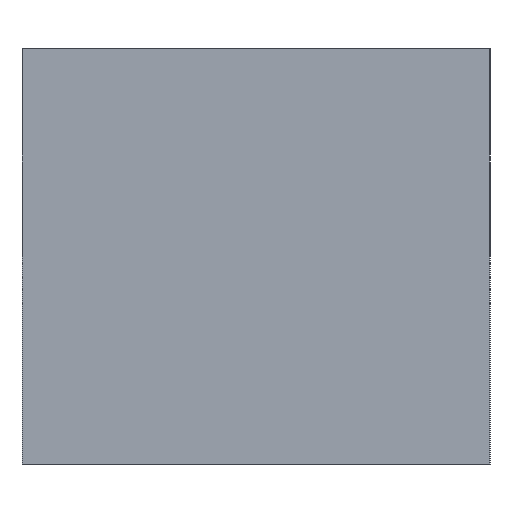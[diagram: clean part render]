
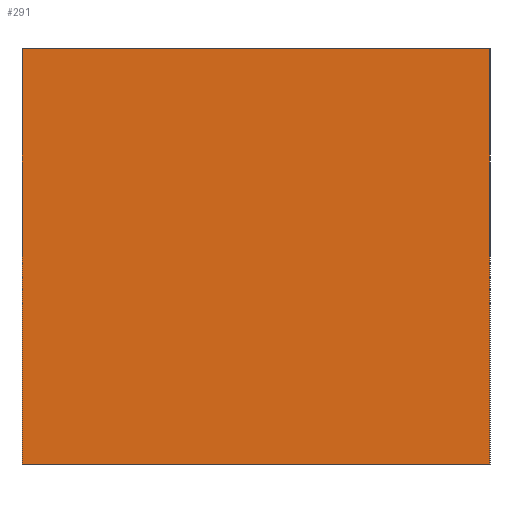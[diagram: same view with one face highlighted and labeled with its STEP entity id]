
A CAD part, left-side view. The second image highlights one B-rep face of the part: STEP entity #291.
In plain terms, the highlighted planar face has unit normal (-1, 0, 0).
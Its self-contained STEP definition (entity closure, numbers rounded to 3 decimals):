
#25=FACE_OUTER_BOUND('',#40,.T.);
#40=EDGE_LOOP('',(#234,#235,#236,#237));
#56=LINE('',#430,#95);
#75=LINE('',#467,#114);
#76=LINE('',#470,#115);
#77=LINE('',#471,#116);
#95=VECTOR('',#349,10.);
#114=VECTOR('',#384,10.);
#115=VECTOR('',#387,10.);
#116=VECTOR('',#388,10.);
#134=VERTEX_POINT('',#427);
#135=VERTEX_POINT('',#429);
#145=VERTEX_POINT('',#465);
#146=VERTEX_POINT('',#469);
#160=EDGE_CURVE('',#135,#134,#56,.T.);
#179=EDGE_CURVE('',#145,#134,#75,.T.);
#180=EDGE_CURVE('',#145,#146,#76,.T.);
#181=EDGE_CURVE('',#146,#135,#77,.T.);
#234=ORIENTED_EDGE('',*,*,#180,.T.);
#235=ORIENTED_EDGE('',*,*,#181,.T.);
#236=ORIENTED_EDGE('',*,*,#160,.T.);
#237=ORIENTED_EDGE('',*,*,#179,.F.);
#276=PLANE('',#329);
#291=ADVANCED_FACE('',(#25),#276,.T.);
#329=AXIS2_PLACEMENT_3D('',#468,#385,#386);
#349=DIRECTION('',(0.,-1.,0.));
#384=DIRECTION('',(0.,0.,-1.));
#385=DIRECTION('center_axis',(-1.,0.,0.));
#386=DIRECTION('ref_axis',(0.,0.,1.));
#387=DIRECTION('',(0.,1.,0.));
#388=DIRECTION('',(0.,0.,-1.));
#427=CARTESIAN_POINT('',(-10.,0.,-8.));
#429=CARTESIAN_POINT('',(-10.,18.,-8.));
#430=CARTESIAN_POINT('',(-10.,0.,-8.));
#465=CARTESIAN_POINT('',(-10.,0.,8.));
#467=CARTESIAN_POINT('',(-10.,0.,0.));
#468=CARTESIAN_POINT('Origin',(-10.,0.,0.));
#469=CARTESIAN_POINT('',(-10.,18.,8.));
#470=CARTESIAN_POINT('',(-10.,0.,8.));
#471=CARTESIAN_POINT('',(-10.,18.,0.));
